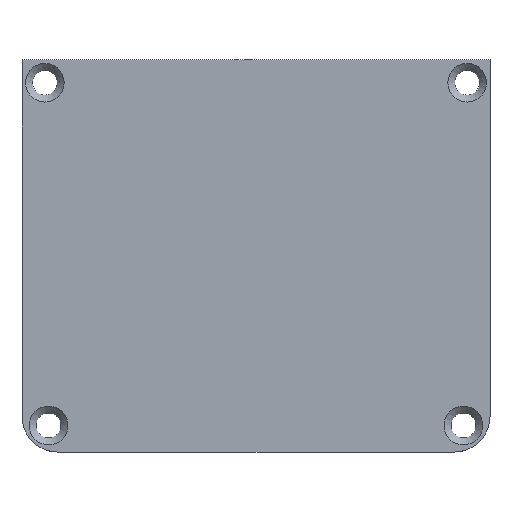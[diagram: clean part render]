
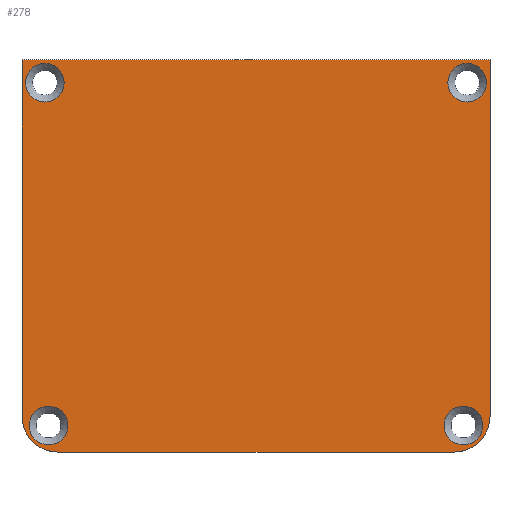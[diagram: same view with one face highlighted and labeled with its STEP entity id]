
A CAD part, top view. The second image highlights one B-rep face of the part: STEP entity #278.
In plain terms, the highlighted planar face has unit normal (0, 0, 1).
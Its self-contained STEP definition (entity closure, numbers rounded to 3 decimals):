
#21=FACE_BOUND('',#53,.T.);
#22=FACE_BOUND('',#54,.T.);
#23=FACE_BOUND('',#55,.T.);
#24=FACE_BOUND('',#56,.T.);
#29=PLANE('',#310);
#36=FACE_OUTER_BOUND('',#52,.T.);
#52=EDGE_LOOP('',(#201,#202,#203,#204,#205,#206));
#53=EDGE_LOOP('',(#207));
#54=EDGE_LOOP('',(#208));
#55=EDGE_LOOP('',(#209));
#56=EDGE_LOOP('',(#210));
#76=LINE('',#439,#98);
#77=LINE('',#443,#99);
#78=LINE('',#445,#100);
#79=LINE('',#446,#101);
#98=VECTOR('',#352,10.);
#99=VECTOR('',#355,10.);
#100=VECTOR('',#356,10.);
#101=VECTOR('',#357,10.);
#119=CIRCLE('',#308,1.95);
#121=CIRCLE('',#311,3.6);
#122=CIRCLE('',#312,3.6);
#123=CIRCLE('',#313,1.95);
#124=CIRCLE('',#314,1.95);
#125=CIRCLE('',#315,1.95);
#135=VERTEX_POINT('',#429);
#137=VERTEX_POINT('',#435);
#138=VERTEX_POINT('',#436);
#139=VERTEX_POINT('',#438);
#140=VERTEX_POINT('',#440);
#141=VERTEX_POINT('',#442);
#142=VERTEX_POINT('',#444);
#143=VERTEX_POINT('',#447);
#144=VERTEX_POINT('',#449);
#145=VERTEX_POINT('',#451);
#159=EDGE_CURVE('',#135,#135,#119,.T.);
#162=EDGE_CURVE('',#137,#138,#121,.T.);
#163=EDGE_CURVE('',#139,#138,#76,.T.);
#164=EDGE_CURVE('',#139,#140,#122,.T.);
#165=EDGE_CURVE('',#141,#140,#77,.T.);
#166=EDGE_CURVE('',#142,#141,#78,.T.);
#167=EDGE_CURVE('',#137,#142,#79,.T.);
#168=EDGE_CURVE('',#143,#143,#123,.T.);
#169=EDGE_CURVE('',#144,#144,#124,.T.);
#170=EDGE_CURVE('',#145,#145,#125,.T.);
#201=ORIENTED_EDGE('',*,*,#162,.T.);
#202=ORIENTED_EDGE('',*,*,#163,.F.);
#203=ORIENTED_EDGE('',*,*,#164,.T.);
#204=ORIENTED_EDGE('',*,*,#165,.F.);
#205=ORIENTED_EDGE('',*,*,#166,.F.);
#206=ORIENTED_EDGE('',*,*,#167,.F.);
#207=ORIENTED_EDGE('',*,*,#168,.F.);
#208=ORIENTED_EDGE('',*,*,#169,.F.);
#209=ORIENTED_EDGE('',*,*,#170,.F.);
#210=ORIENTED_EDGE('',*,*,#159,.F.);
#278=ADVANCED_FACE('',(#36,#21,#22,#23,#24),#29,.T.);
#308=AXIS2_PLACEMENT_3D('',#430,#343,#344);
#310=AXIS2_PLACEMENT_3D('',#434,#348,#349);
#311=AXIS2_PLACEMENT_3D('',#437,#350,#351);
#312=AXIS2_PLACEMENT_3D('',#441,#353,#354);
#313=AXIS2_PLACEMENT_3D('',#448,#358,#359);
#314=AXIS2_PLACEMENT_3D('',#450,#360,#361);
#315=AXIS2_PLACEMENT_3D('',#452,#362,#363);
#343=DIRECTION('center_axis',(0.,0.,1.));
#344=DIRECTION('ref_axis',(1.,0.,0.));
#348=DIRECTION('center_axis',(0.,0.,1.));
#349=DIRECTION('ref_axis',(1.,0.,0.));
#350=DIRECTION('center_axis',(0.,0.,1.));
#351=DIRECTION('ref_axis',(-1.,0.,0.));
#352=DIRECTION('',(-1.,0.,0.));
#353=DIRECTION('center_axis',(0.,0.,1.));
#354=DIRECTION('ref_axis',(0.,-1.,0.));
#355=DIRECTION('',(0.,-1.,0.));
#356=DIRECTION('',(1.,0.,0.));
#357=DIRECTION('',(0.,1.,0.));
#358=DIRECTION('center_axis',(0.,0.,1.));
#359=DIRECTION('ref_axis',(1.,0.,0.));
#360=DIRECTION('center_axis',(0.,0.,1.));
#361=DIRECTION('ref_axis',(1.,0.,0.));
#362=DIRECTION('center_axis',(0.,0.,1.));
#363=DIRECTION('ref_axis',(1.,0.,0.));
#429=CARTESIAN_POINT('',(93.469,53.416,1.2));
#430=CARTESIAN_POINT('Origin',(95.419,53.416,1.2));
#434=CARTESIAN_POINT('Origin',(74.5,70.51,1.2));
#435=CARTESIAN_POINT('',(50.9,54.335,1.2));
#436=CARTESIAN_POINT('',(54.5,50.735,1.2));
#437=CARTESIAN_POINT('Origin',(54.5,54.335,1.2));
#438=CARTESIAN_POINT('',(94.5,50.735,1.2));
#439=CARTESIAN_POINT('',(94.5,50.735,1.2));
#440=CARTESIAN_POINT('',(98.1,54.335,1.2));
#441=CARTESIAN_POINT('Origin',(94.5,54.335,1.2));
#442=CARTESIAN_POINT('',(98.1,90.285,1.2));
#443=CARTESIAN_POINT('',(98.1,90.485,1.2));
#444=CARTESIAN_POINT('',(50.9,90.285,1.2));
#445=CARTESIAN_POINT('',(50.9,90.285,1.2));
#446=CARTESIAN_POINT('',(50.9,54.335,1.2));
#447=CARTESIAN_POINT('',(93.85,87.985,1.2));
#448=CARTESIAN_POINT('Origin',(95.8,87.985,1.2));
#449=CARTESIAN_POINT('',(51.631,53.416,1.2));
#450=CARTESIAN_POINT('Origin',(53.581,53.416,1.2));
#451=CARTESIAN_POINT('',(51.25,87.985,1.2));
#452=CARTESIAN_POINT('Origin',(53.2,87.985,1.2));
